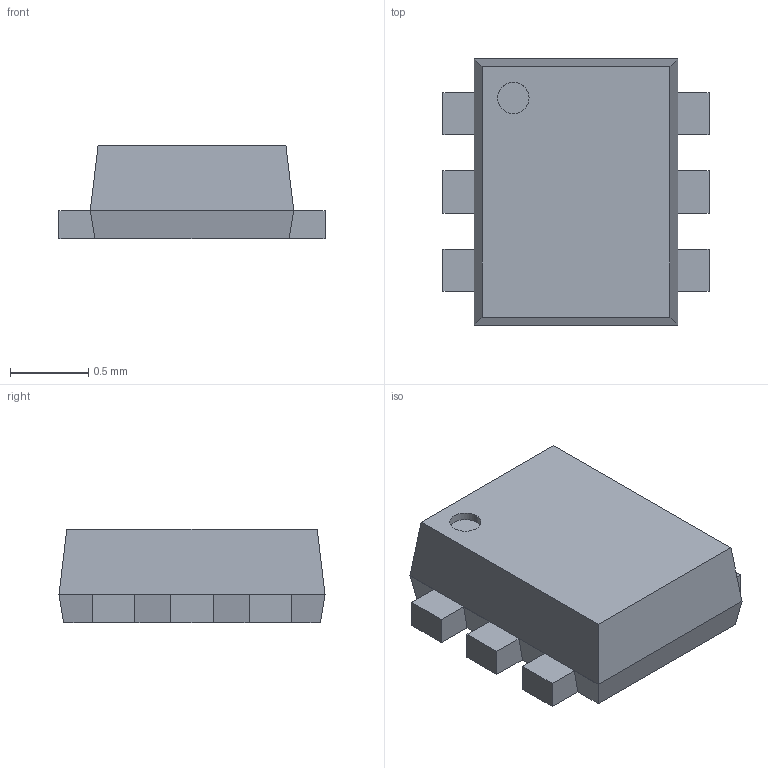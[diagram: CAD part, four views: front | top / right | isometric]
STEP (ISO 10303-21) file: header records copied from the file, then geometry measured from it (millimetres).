
FILE_DESCRIPTION((''),'2;1');
FILE_NAME('SOTFL50P160X60-6N.stp','2011-12-01T10:07:04',(''),(''),'Mechanical Desktop 2011','Mechanical Desktop 2011',', , ');
FILE_SCHEMA(('AUTOMOTIVE_DESIGN { 1 2 10303 214 1 1 1 1 }'));
Length unit declared in the file: millimetre
Products named in the file (1): Product
Bounding box: 1.7 x 1.7 x 0.6 mm (x, y, z)
Volume: 1.3 mm3; surface area: 14 mm2
Topology: 8 solids, 8 shells, 75 faces, 174 edges, 116 vertices
Faces by surface type: plane 46, bspline 27, cylinder 2
Entity records: 2137 total; most frequent: CARTESIAN_POINT 447, ORIENTED_EDGE 348, DIRECTION 276, EDGE_CURVE 174, VECTOR 170, LINE 170, VERTEX_POINT 116, EDGE_LOOP 76
